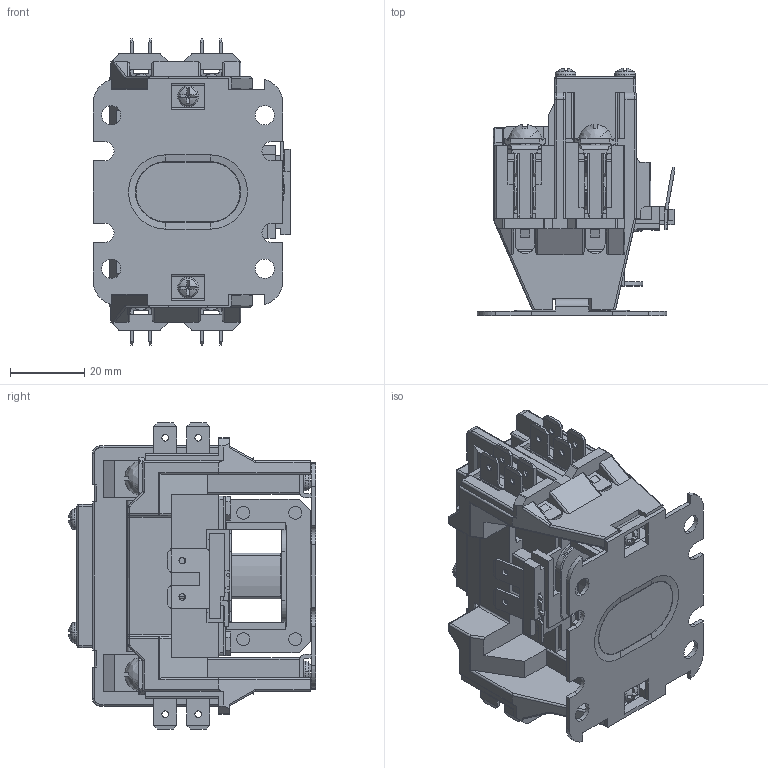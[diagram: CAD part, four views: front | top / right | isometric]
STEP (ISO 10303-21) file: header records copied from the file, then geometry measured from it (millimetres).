
FILE_DESCRIPTION (( 'STEP AP214' ), '1' );
FILE_NAME ('WDP30-1L-120.step', '2017-11-28T15:21:05', ( '' ), ( '' ), 'SwSTEP 2.0', 'SolidWorks 2017', '' );
FILE_SCHEMA (( 'AUTOMOTIVE_DESIGN' ));
Length unit declared in the file: inch
Products named in the file (1): WDP30-1L-120
Bounding box: 53.14 x 66.65 x 82.4 mm (x, y, z)
Volume: 66044.3 mm3; surface area: 55494.4 mm2
Topology: 8 solids, 12 shells, 2513 faces, 7077 edges, 4496 vertices
Faces by surface type: plane 1645, cylinder 624, bspline 216, cone 28
Entity records: 96221 total; most frequent: CARTESIAN_POINT 33196, ORIENTED_EDGE 14112, DIRECTION 11719, EDGE_CURVE 7056, LINE 4881, VECTOR 4881, VERTEX_POINT 4496, AXIS2_PLACEMENT_3D 3419
